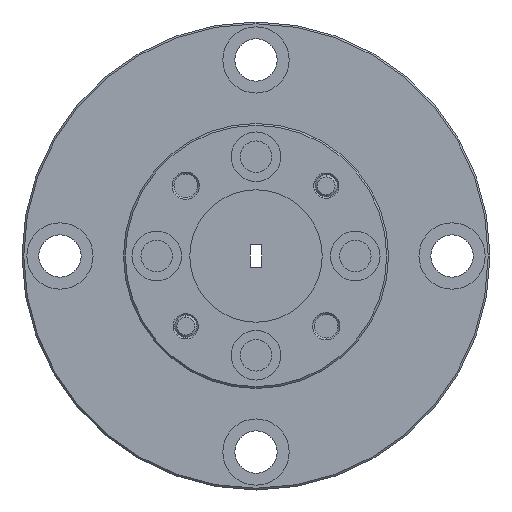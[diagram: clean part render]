
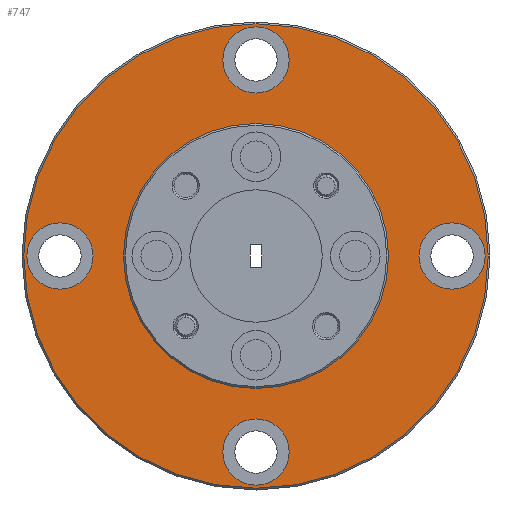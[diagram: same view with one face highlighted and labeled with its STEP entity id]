
A CAD part, left-side view. The second image highlights one B-rep face of the part: STEP entity #747.
In plain terms, the highlighted planar face has unit normal (-1, 0, 0).
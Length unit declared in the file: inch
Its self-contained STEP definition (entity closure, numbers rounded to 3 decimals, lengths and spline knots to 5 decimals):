
#9 = EDGE_LOOP ( 'NONE', ( #1012, #323 ) ) ;
#36 = ORIENTED_EDGE ( 'NONE', *, *, #4270, .T. ) ;
#86 = FACE_BOUND ( 'NONE', #3889, .T. ) ;
#112 = AXIS2_PLACEMENT_3D ( 'NONE', #545, #4137, #1290 ) ;
#118 = DIRECTION ( 'NONE',  ( 0., 0., 1. ) ) ;
#123 = VERTEX_POINT ( 'NONE', #3075 ) ;
#126 = VERTEX_POINT ( 'NONE', #4172 ) ;
#131 = PLANE ( 'NONE',  #3657 ) ;
#162 = CARTESIAN_POINT ( 'NONE',  ( -1.94275, 0.45587, 0.61519 ) ) ;
#166 = VERTEX_POINT ( 'NONE', #4580 ) ;
#223 = VERTEX_POINT ( 'NONE', #3851 ) ;
#288 = DIRECTION ( 'NONE',  ( 0., 0., 1. ) ) ;
#323 = ORIENTED_EDGE ( 'NONE', *, *, #2735, .T. ) ;
#427 = VERTEX_POINT ( 'NONE', #3309 ) ;
#522 = CARTESIAN_POINT ( 'NONE',  ( -1.94275, 1.01087, 0.52144 ) ) ;
#530 = EDGE_CURVE ( 'NONE', #1552, #4505, #2434, .T. ) ;
#545 = CARTESIAN_POINT ( 'NONE',  ( -1.94275, -0.09913, 0.61519 ) ) ;
#673 = CARTESIAN_POINT ( 'NONE',  ( -1.94275, 0.45587, 0.99019 ) ) ;
#683 = DIRECTION ( 'NONE',  ( 0., 0., 1. ) ) ;
#743 = EDGE_LOOP ( 'NONE', ( #836, #3142 ) ) ;
#747 = ADVANCED_FACE ( 'NONE', ( #86, #3709, #1323, #4516, #2547, #3939 ), #131, .T. ) ;
#836 = ORIENTED_EDGE ( 'NONE', *, *, #3460, .T. ) ;
#885 = EDGE_CURVE ( 'NONE', #4066, #427, #4456, .T. ) ;
#896 = DIRECTION ( 'NONE',  ( -1., 0., 0. ) ) ;
#996 = CARTESIAN_POINT ( 'NONE',  ( -1.94275, 0.45587, 0.06019 ) ) ;
#1012 = ORIENTED_EDGE ( 'NONE', *, *, #1501, .T. ) ;
#1172 = DIRECTION ( 'NONE',  ( 1., 0., 0. ) ) ;
#1213 = DIRECTION ( 'NONE',  ( 0., 0., 1. ) ) ;
#1242 = CIRCLE ( 'NONE', #3827, 0.09375 ) ;
#1279 = AXIS2_PLACEMENT_3D ( 'NONE', #3406, #896, #1578 ) ;
#1290 = DIRECTION ( 'NONE',  ( 0., 0., 1. ) ) ;
#1323 = FACE_BOUND ( 'NONE', #743, .T. ) ;
#1355 = DIRECTION ( 'NONE',  ( 0., 0., 1. ) ) ;
#1377 = CARTESIAN_POINT ( 'NONE',  ( -1.94275, 0.45587, -0.03356 ) ) ;
#1393 = CARTESIAN_POINT ( 'NONE',  ( -1.94275, -0.09913, 0.61519 ) ) ;
#1412 = EDGE_LOOP ( 'NONE', ( #2699, #3996 ) ) ;
#1501 = EDGE_CURVE ( 'NONE', #223, #123, #2348, .T. ) ;
#1550 = DIRECTION ( 'NONE',  ( -1., 0., 0. ) ) ;
#1552 = VERTEX_POINT ( 'NONE', #3042 ) ;
#1569 = DIRECTION ( 'NONE',  ( 0., 0., -1. ) ) ;
#1578 = DIRECTION ( 'NONE',  ( 0., 0., -1. ) ) ;
#1684 = ORIENTED_EDGE ( 'NONE', *, *, #3069, .T. ) ;
#1770 = ORIENTED_EDGE ( 'NONE', *, *, #885, .T. ) ;
#1867 = CARTESIAN_POINT ( 'NONE',  ( -1.94275, 0.45587, 0.06019 ) ) ;
#1879 = VERTEX_POINT ( 'NONE', #522 ) ;
#1919 = ORIENTED_EDGE ( 'NONE', *, *, #3779, .T. ) ;
#1963 = CARTESIAN_POINT ( 'NONE',  ( -1.94275, 0.45587, 1.17019 ) ) ;
#2006 = DIRECTION ( 'NONE',  ( 1., 0., 0. ) ) ;
#2007 = DIRECTION ( 'NONE',  ( 0., 0., -1. ) ) ;
#2008 = VERTEX_POINT ( 'NONE', #3363 ) ;
#2028 = CIRCLE ( 'NONE', #4632, 0.09375 ) ;
#2080 = CIRCLE ( 'NONE', #2565, 0.09375 ) ;
#2088 = EDGE_LOOP ( 'NONE', ( #1919, #2517 ) ) ;
#2182 = EDGE_LOOP ( 'NONE', ( #1684, #2558 ) ) ;
#2211 = AXIS2_PLACEMENT_3D ( 'NONE', #162, #3015, #2949 ) ;
#2348 = CIRCLE ( 'NONE', #112, 0.09375 ) ;
#2385 = AXIS2_PLACEMENT_3D ( 'NONE', #4109, #3414, #2007 ) ;
#2411 = CIRCLE ( 'NONE', #3512, 0.09375 ) ;
#2413 = DIRECTION ( 'NONE',  ( 0., 0., 1. ) ) ;
#2434 = CIRCLE ( 'NONE', #2211, 0.6575 ) ;
#2447 = DIRECTION ( 'NONE',  ( 0., 0., 1. ) ) ;
#2486 = DIRECTION ( 'NONE',  ( 1., 0., 0. ) ) ;
#2517 = ORIENTED_EDGE ( 'NONE', *, *, #3874, .T. ) ;
#2528 = AXIS2_PLACEMENT_3D ( 'NONE', #3676, #1172, #1569 ) ;
#2547 = FACE_BOUND ( 'NONE', #1412, .T. ) ;
#2558 = ORIENTED_EDGE ( 'NONE', *, *, #530, .T. ) ;
#2565 = AXIS2_PLACEMENT_3D ( 'NONE', #2801, #4240, #288 ) ;
#2588 = VERTEX_POINT ( 'NONE', #4553 ) ;
#2622 = CIRCLE ( 'NONE', #1279, 0.6575 ) ;
#2672 = CIRCLE ( 'NONE', #2768, 0.09375 ) ;
#2678 = AXIS2_PLACEMENT_3D ( 'NONE', #996, #4195, #2447 ) ;
#2699 = ORIENTED_EDGE ( 'NONE', *, *, #4429, .T. ) ;
#2721 = VERTEX_POINT ( 'NONE', #1377 ) ;
#2735 = EDGE_CURVE ( 'NONE', #123, #223, #1242, .T. ) ;
#2768 = AXIS2_PLACEMENT_3D ( 'NONE', #4498, #4147, #2413 ) ;
#2801 = CARTESIAN_POINT ( 'NONE',  ( -1.94275, 0.45587, 1.17019 ) ) ;
#2899 = AXIS2_PLACEMENT_3D ( 'NONE', #1963, #2959, #1213 ) ;
#2949 = DIRECTION ( 'NONE',  ( 0., 0., -1. ) ) ;
#2959 = DIRECTION ( 'NONE',  ( 1., 0., 0. ) ) ;
#3015 = DIRECTION ( 'NONE',  ( -1., 0., 0. ) ) ;
#3042 = CARTESIAN_POINT ( 'NONE',  ( -1.94275, 0.45587, 1.27269 ) ) ;
#3069 = EDGE_CURVE ( 'NONE', #4505, #1552, #2622, .T. ) ;
#3075 = CARTESIAN_POINT ( 'NONE',  ( -1.94275, -0.09913, 0.52144 ) ) ;
#3142 = ORIENTED_EDGE ( 'NONE', *, *, #3356, .T. ) ;
#3309 = CARTESIAN_POINT ( 'NONE',  ( -1.94275, 0.45587, 0.24019 ) ) ;
#3336 = CARTESIAN_POINT ( 'NONE',  ( -1.94275, 1.01087, 0.61519 ) ) ;
#3356 = EDGE_CURVE ( 'NONE', #2721, #126, #2411, .T. ) ;
#3361 = DIRECTION ( 'NONE',  ( 0., 0., 1. ) ) ;
#3363 = CARTESIAN_POINT ( 'NONE',  ( -1.94275, 0.45587, 1.26394 ) ) ;
#3386 = EDGE_CURVE ( 'NONE', #2588, #2008, #2080, .T. ) ;
#3406 = CARTESIAN_POINT ( 'NONE',  ( -1.94275, 0.45587, 0.61519 ) ) ;
#3414 = DIRECTION ( 'NONE',  ( 1., 0., 0. ) ) ;
#3460 = EDGE_CURVE ( 'NONE', #126, #2721, #4590, .T. ) ;
#3512 = AXIS2_PLACEMENT_3D ( 'NONE', #1867, #2006, #1355 ) ;
#3657 = AXIS2_PLACEMENT_3D ( 'NONE', #4029, #1550, #118 ) ;
#3676 = CARTESIAN_POINT ( 'NONE',  ( -1.94275, 0.45587, 0.61519 ) ) ;
#3709 = FACE_BOUND ( 'NONE', #2088, .T. ) ;
#3779 = EDGE_CURVE ( 'NONE', #166, #1879, #2028, .T. ) ;
#3827 = AXIS2_PLACEMENT_3D ( 'NONE', #1393, #2486, #683 ) ;
#3851 = CARTESIAN_POINT ( 'NONE',  ( -1.94275, -0.09913, 0.70894 ) ) ;
#3874 = EDGE_CURVE ( 'NONE', #1879, #166, #2672, .T. ) ;
#3889 = EDGE_LOOP ( 'NONE', ( #36, #1770 ) ) ;
#3939 = FACE_OUTER_BOUND ( 'NONE', #2182, .T. ) ;
#3996 = ORIENTED_EDGE ( 'NONE', *, *, #3386, .T. ) ;
#4029 = CARTESIAN_POINT ( 'NONE',  ( -1.94275, 1.11837, 0.61519 ) ) ;
#4066 = VERTEX_POINT ( 'NONE', #673 ) ;
#4109 = CARTESIAN_POINT ( 'NONE',  ( -1.94275, 0.45587, 0.61519 ) ) ;
#4137 = DIRECTION ( 'NONE',  ( 1., 0., 0. ) ) ;
#4147 = DIRECTION ( 'NONE',  ( 1., 0., 0. ) ) ;
#4172 = CARTESIAN_POINT ( 'NONE',  ( -1.94275, 0.45587, 0.15394 ) ) ;
#4195 = DIRECTION ( 'NONE',  ( 1., 0., 0. ) ) ;
#4240 = DIRECTION ( 'NONE',  ( 1., 0., 0. ) ) ;
#4270 = EDGE_CURVE ( 'NONE', #427, #4066, #4484, .T. ) ;
#4420 = CARTESIAN_POINT ( 'NONE',  ( -1.94275, 0.45587, -0.04231 ) ) ;
#4429 = EDGE_CURVE ( 'NONE', #2008, #2588, #4538, .T. ) ;
#4446 = DIRECTION ( 'NONE',  ( 1., 0., 0. ) ) ;
#4456 = CIRCLE ( 'NONE', #2385, 0.375 ) ;
#4484 = CIRCLE ( 'NONE', #2528, 0.375 ) ;
#4498 = CARTESIAN_POINT ( 'NONE',  ( -1.94275, 1.01087, 0.61519 ) ) ;
#4505 = VERTEX_POINT ( 'NONE', #4420 ) ;
#4516 = FACE_BOUND ( 'NONE', #9, .T. ) ;
#4538 = CIRCLE ( 'NONE', #2899, 0.09375 ) ;
#4553 = CARTESIAN_POINT ( 'NONE',  ( -1.94275, 0.45587, 1.07644 ) ) ;
#4580 = CARTESIAN_POINT ( 'NONE',  ( -1.94275, 1.01087, 0.70894 ) ) ;
#4590 = CIRCLE ( 'NONE', #2678, 0.09375 ) ;
#4632 = AXIS2_PLACEMENT_3D ( 'NONE', #3336, #4446, #3361 ) ;
